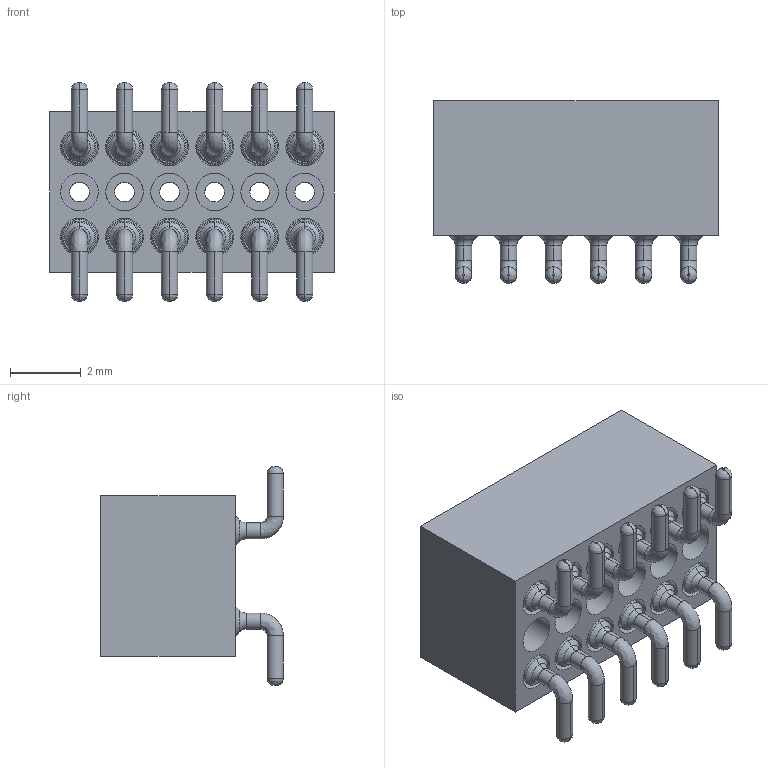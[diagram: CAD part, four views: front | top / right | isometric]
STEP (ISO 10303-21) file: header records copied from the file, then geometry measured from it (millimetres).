
FILE_DESCRIPTION( ('This file contains a STEP AP42 implementation' ,'as created by ZW3D STEP Interface translator.') ,'2;1' );
FILE_NAME( '3525-382XXMXX060X1.stp' ,'231014.133626', (''), ('ZWCAD Software Co.'), 'Version 1.0', 'ZW3D to STEP translator', '' );
FILE_SCHEMA(('AUTOMOTIVE_DESIGN { 1 0 10303 214 1 1 1 1 }'));
Length unit declared in the file: millimetre
Products named in the file (1): 0
Bounding box: 8.03 x 5.15 x 6.17 mm (x, y, z)
Volume: 101.7 mm3; surface area: 726.9 mm2
Topology: 25 solids, 25 shells, 1338 faces, 3052 edges, 1828 vertices
Faces by surface type: cylinder 504, plane 408, cone 366, bspline 36, torus 24
Entity records: 67016 total; most frequent: CARTESIAN_POINT 42085, ORIENTED_EDGE 6100, EDGE_CURVE 3050, B_SPLINE_CURVE_WITH_KNOTS 3042, DIRECTION 2614, VERTEX_POINT 1828, EDGE_LOOP 1464, FACE_OUTER_BOUND 1338
